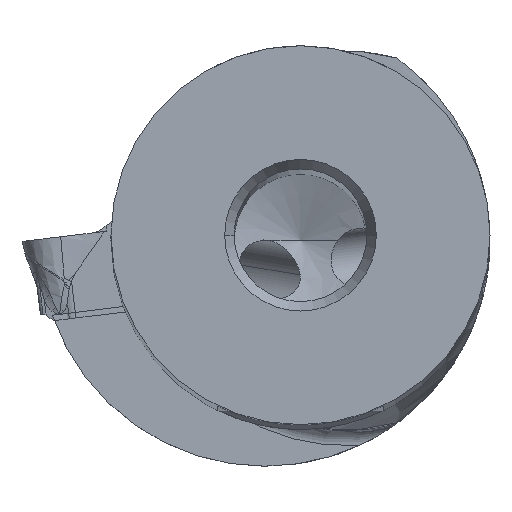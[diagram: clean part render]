
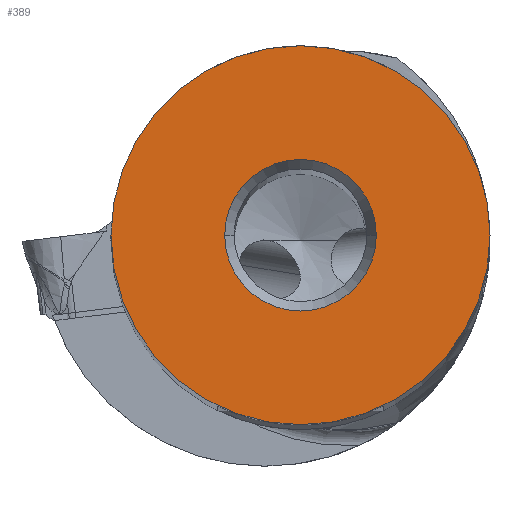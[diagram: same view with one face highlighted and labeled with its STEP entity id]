
A CAD part, top view. The second image highlights one B-rep face of the part: STEP entity #389.
In plain terms, the highlighted planar face has unit normal (0, 0, 1).
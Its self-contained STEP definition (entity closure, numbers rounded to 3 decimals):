
#48=FACE_BOUND('',#801,.T.);
#49=FACE_BOUND('',#802,.T.);
#119=PLANE('',#4074);
#389=ADVANCED_FACE('',(#48,#49),#119,.T.);
#801=EDGE_LOOP('',(#1531,#1532));
#802=EDGE_LOOP('',(#1533,#1534));
#1531=ORIENTED_EDGE('',*,*,#2795,.T.);
#1532=ORIENTED_EDGE('',*,*,#2802,.T.);
#1533=ORIENTED_EDGE('',*,*,#2807,.T.);
#1534=ORIENTED_EDGE('',*,*,#2808,.T.);
#2293=VERTEX_POINT('',#10691);
#2294=VERTEX_POINT('',#10692);
#2303=VERTEX_POINT('',#10715);
#2304=VERTEX_POINT('',#10716);
#2795=EDGE_CURVE('',#2293,#2294,#3430,.T.);
#2802=EDGE_CURVE('',#2294,#2293,#3431,.T.);
#2807=EDGE_CURVE('',#2303,#2304,#3432,.T.);
#2808=EDGE_CURVE('',#2304,#2303,#3433,.T.);
#3430=CIRCLE('',#4064,10.);
#3431=CIRCLE('',#4068,10.);
#3432=CIRCLE('',#4072,4.);
#3433=CIRCLE('',#4073,4.);
#4064=AXIS2_PLACEMENT_3D('',#10690,#4495,#4496);
#4068=AXIS2_PLACEMENT_3D('',#10704,#4507,#4508);
#4072=AXIS2_PLACEMENT_3D('',#10714,#4517,#4518);
#4073=AXIS2_PLACEMENT_3D('',#10717,#4519,#4520);
#4074=AXIS2_PLACEMENT_3D('',#10718,#4521,#4522);
#4495=DIRECTION('',(0.,0.,1.));
#4496=DIRECTION('',(-1.,0.,0.));
#4507=DIRECTION('',(0.,0.,1.));
#4508=DIRECTION('',(1.,0.,0.));
#4517=DIRECTION('',(0.,0.,-1.));
#4518=DIRECTION('',(-1.,0.,0.));
#4519=DIRECTION('',(0.,0.,-1.));
#4520=DIRECTION('',(1.,0.,0.));
#4521=DIRECTION('',(0.,0.,1.));
#4522=DIRECTION('',(1.,0.,0.));
#10690=CARTESIAN_POINT('',(0.,0.,0.));
#10691=CARTESIAN_POINT('',(-10.,0.,0.));
#10692=CARTESIAN_POINT('',(10.,0.,0.));
#10704=CARTESIAN_POINT('',(0.,0.,0.));
#10714=CARTESIAN_POINT('',(0.,0.,0.));
#10715=CARTESIAN_POINT('',(-4.,0.,0.));
#10716=CARTESIAN_POINT('',(4.,0.,0.));
#10717=CARTESIAN_POINT('',(0.,0.,0.));
#10718=CARTESIAN_POINT('',(0.,0.,0.));
